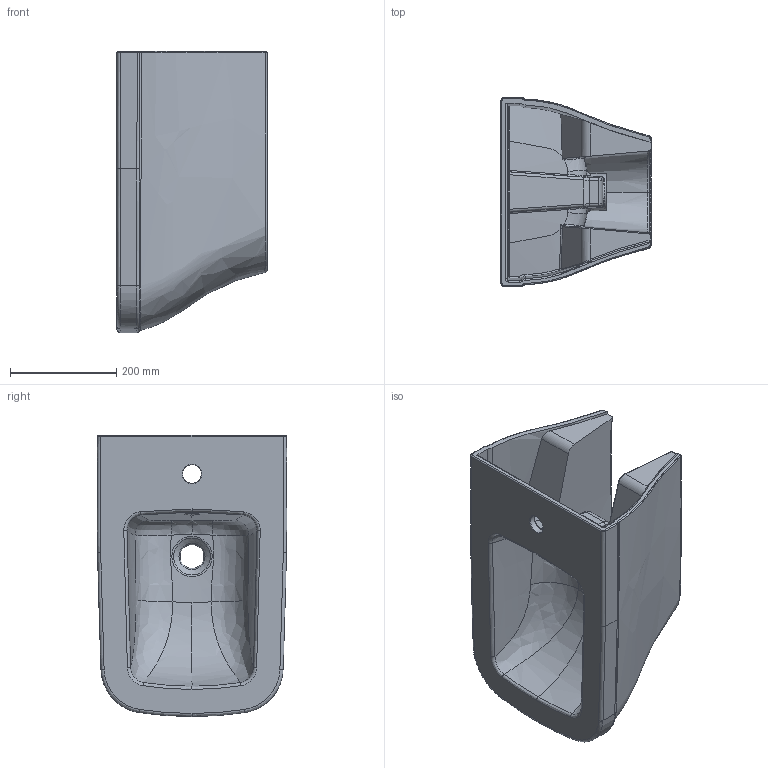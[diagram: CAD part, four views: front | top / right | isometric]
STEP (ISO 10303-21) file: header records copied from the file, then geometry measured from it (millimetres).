
FILE_DESCRIPTION(/* description */ (''),/* implementation_level */ '2;1');
FILE_NAME(/* name */ '1125 scala asma bide.stp',/* time_stamp */ '2014-04-18T17:28:21+03:00',/* author */ (''),/* organization */ (''),/* preprocessor_version */ 'ST-DEVELOPER v15',/* originating_system */ 'SIEMENS PLM Software NX 8.5',/* authorisation */ '');
FILE_SCHEMA (('AP203_CONFIGURATION_CONTROLLED_3D_DESIGN_OF_MECHANICAL_PARTS_AND_ASSEMBLIES_MIM_LF { 1 0 10303 403 2 1 2}'));
Length unit declared in the file: millimetre
Products named in the file (1): Cosk16F89B977rin
Bounding box: 282.51 x 356.26 x 528.97 mm (x, y, z)
Volume: 17299861.3 mm3; surface area: 984331.2 mm2
Topology: 1 solids, 2 shells, 258 faces, 620 edges, 361 vertices
Faces by surface type: bspline 169, cylinder 36, plane 28, cone 6, torus 6, extrusion 6, sphere 5, revolution 2
Full cylindrical faces by diameter (mm): 26 x1, 35 x1, 44.862 x1
Entity records: 16412 total; most frequent: CARTESIAN_POINT 11695, ORIENTED_EDGE 1200, DIRECTION 620, EDGE_CURVE 600, VERTEX_POINT 356, B_SPLINE_CURVE_WITH_KNOTS 301, EDGE_LOOP 272, AXIS2_PLACEMENT_3D 262
